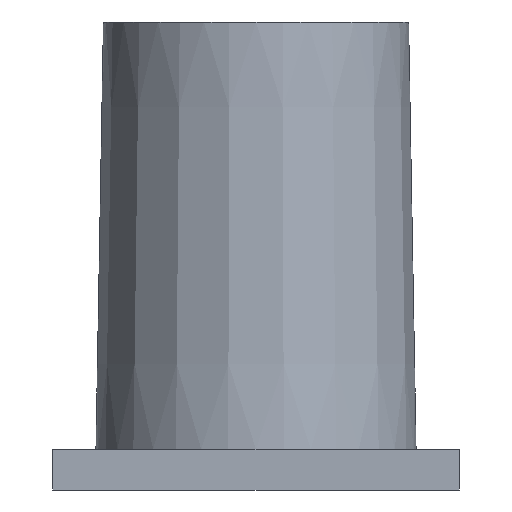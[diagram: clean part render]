
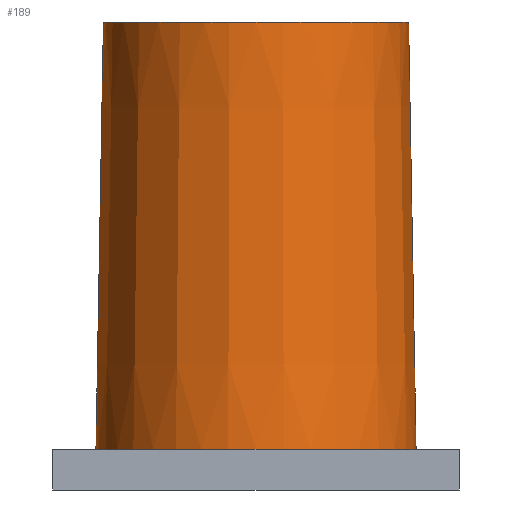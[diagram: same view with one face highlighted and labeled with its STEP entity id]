
A CAD part, front view. The second image highlights one B-rep face of the part: STEP entity #189.
In plain terms, the highlighted conical face has half-angle 1 degrees and reference radius 37.5 mm.
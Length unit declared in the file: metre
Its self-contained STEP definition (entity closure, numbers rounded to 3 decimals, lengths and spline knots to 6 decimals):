
#12=CONICAL_SURFACE('',#223,0.0375,0.017);
#78=ORIENTED_EDGE('',*,*,#99,.F.);
#79=ORIENTED_EDGE('',*,*,#84,.F.);
#84=EDGE_CURVE('',#104,#104,#120,.T.);
#99=EDGE_CURVE('',#115,#115,#123,.T.);
#104=VERTEX_POINT('',#294);
#115=VERTEX_POINT('',#328);
#120=CIRCLE('',#211,0.0375);
#123=CIRCLE('',#222,0.039333);
#144=EDGE_LOOP('',(#78));
#145=EDGE_LOOP('',(#79));
#166=FACE_BOUND('',#144,.T.);
#167=FACE_BOUND('',#145,.T.);
#189=ADVANCED_FACE('',(#166,#167),#12,.T.);
#211=AXIS2_PLACEMENT_3D('',#293,#242,#243);
#222=AXIS2_PLACEMENT_3D('',#327,#276,#277);
#223=AXIS2_PLACEMENT_3D('',#329,#278,#279);
#242=DIRECTION('',(0.,0.,1.));
#243=DIRECTION('',(1.,0.,0.));
#276=DIRECTION('',(0.,0.,-1.));
#277=DIRECTION('',(-1.,0.,0.));
#278=DIRECTION('',(0.,0.,-1.));
#279=DIRECTION('',(-1.,0.,0.));
#293=CARTESIAN_POINT('',(0.,0.,0.065));
#294=CARTESIAN_POINT('',(0.0375,0.,0.065));
#327=CARTESIAN_POINT('',(0.,0.,-0.04));
#328=CARTESIAN_POINT('',(-0.039333,0.,-0.04));
#329=CARTESIAN_POINT('',(0.,0.,0.065));
